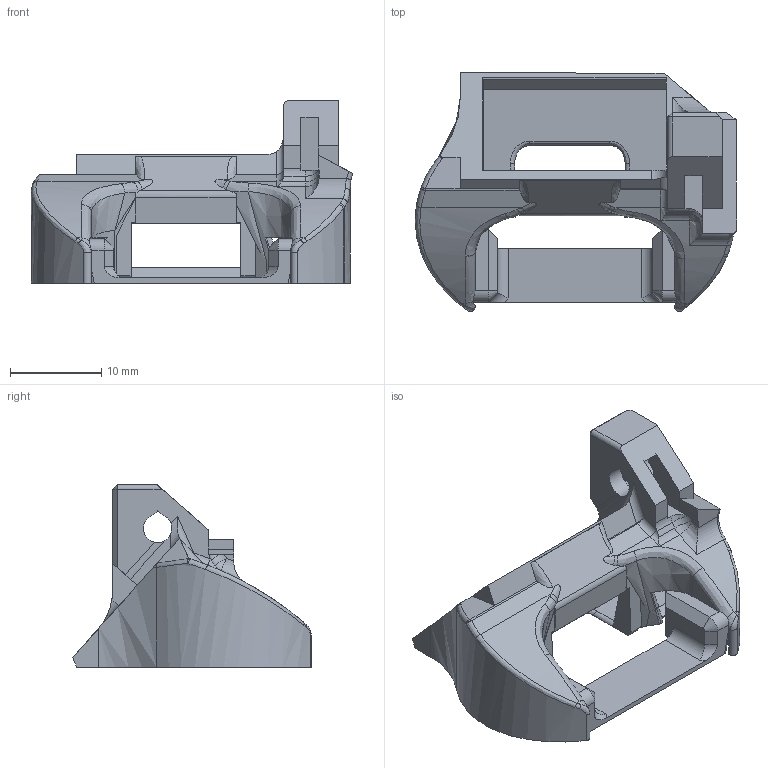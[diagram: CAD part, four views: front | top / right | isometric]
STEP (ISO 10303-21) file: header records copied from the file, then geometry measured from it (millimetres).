
FILE_DESCRIPTION(/* description */ (''),/* implementation_level */ '2;1');
FILE_NAME(/* name */ 'MK3sNOZZLE.stp',/* time_stamp */ '2019-02-11T16:50:14+01:00',/* author */ (''),/* organization */ (''),/* preprocessor_version */ 'ST-DEVELOPER v15.2',/* originating_system */ 'Autodesk Translator Framework v2.0.0.5431',/* authorisation */ '');
FILE_SCHEMA (('AUTOMOTIVE_DESIGN { 1 0 10303 214 3 1 1 }'));
Length unit declared in the file: centimetre
Products named in the file (1): nozzlemk3s211
Bounding box: 35.15 x 26.11 x 19.95 mm (x, y, z)
Volume: 2591.6 mm3; surface area: 3604 mm2
Topology: 1 solids, 1 shells, 339 faces, 956 edges, 598 vertices
Faces by surface type: bspline 162, plane 124, cylinder 45, cone 5, torus 2, sphere 1
Entity records: 14928 total; most frequent: CARTESIAN_POINT 7298, ORIENTED_EDGE 1884, DIRECTION 1152, EDGE_CURVE 942, VERTEX_POINT 597, LINE 386, VECTOR 386, AXIS2_PLACEMENT_3D 383
